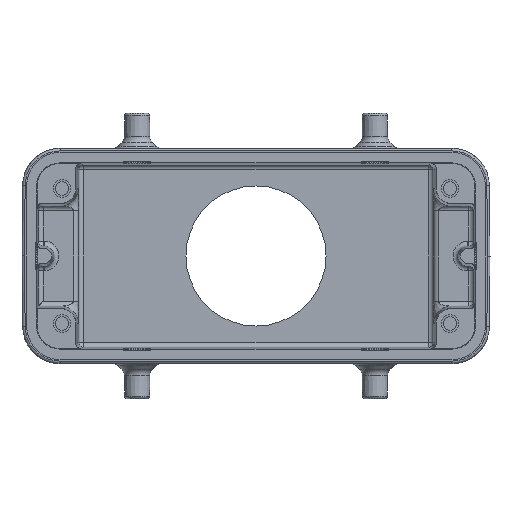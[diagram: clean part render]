
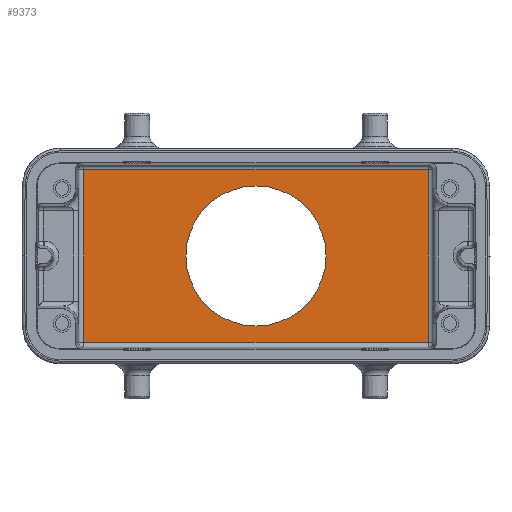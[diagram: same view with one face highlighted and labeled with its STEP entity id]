
A CAD part, front view. The second image highlights one B-rep face of the part: STEP entity #9373.
In plain terms, the highlighted planar face has unit normal (0, -1, 0).
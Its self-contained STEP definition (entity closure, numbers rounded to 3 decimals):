
#2263=DIRECTION('',(0.,0.,-1.));
#2264=VECTOR('',#2263,34.445);
#2265=CARTESIAN_POINT('',(-34.445,43.,17.222));
#2266=LINE('',#2265,#2264);
#2271=CARTESIAN_POINT('',(0.,43.,0.));
#2272=DIRECTION('',(0.,-1.,0.));
#2273=DIRECTION('',(-1.,0.,0.));
#2274=AXIS2_PLACEMENT_3D('',#2271,#2272,#2273);
#2276=CARTESIAN_POINT('',(0.,43.,0.));
#2277=DIRECTION('',(0.,-1.,0.));
#2278=DIRECTION('',(1.,0.,0.));
#2279=AXIS2_PLACEMENT_3D('',#2276,#2277,#2278);
#2285=DIRECTION('',(-1.,0.,0.));
#2286=VECTOR('',#2285,68.89);
#2287=CARTESIAN_POINT('',(34.445,43.,17.222));
#2288=LINE('',#2287,#2286);
#2308=DIRECTION('',(0.,0.,1.));
#2309=VECTOR('',#2308,34.445);
#2310=CARTESIAN_POINT('',(34.445,43.,-17.222));
#2311=LINE('',#2310,#2309);
#2890=DIRECTION('',(1.,0.,0.));
#2891=VECTOR('',#2890,68.89);
#2892=CARTESIAN_POINT('',(-34.445,43.,-17.222));
#2893=LINE('',#2892,#2891);
#5722=CARTESIAN_POINT('',(-34.445,43.,-17.222));
#5723=VERTEX_POINT('',#5722);
#5724=CARTESIAN_POINT('',(-34.445,43.,17.222));
#5725=VERTEX_POINT('',#5724);
#5726=CARTESIAN_POINT('',(34.445,43.,17.222));
#5727=VERTEX_POINT('',#5726);
#5728=CARTESIAN_POINT('',(34.445,43.,-17.222));
#5729=VERTEX_POINT('',#5728);
#5730=CARTESIAN_POINT('',(-14.,43.,0.));
#5731=CARTESIAN_POINT('',(14.,43.,0.));
#5732=VERTEX_POINT('',#5730);
#5733=VERTEX_POINT('',#5731);
#9353=CARTESIAN_POINT('',(45.5,43.,-21.5));
#9354=DIRECTION('',(0.,1.,0.));
#9355=DIRECTION('',(1.,0.,0.));
#9356=AXIS2_PLACEMENT_3D('',#9353,#9354,#9355);
#9357=PLANE('',#9356);
#9359=ORIENTED_EDGE('',*,*,#9358,.F.);
#9361=ORIENTED_EDGE('',*,*,#9360,.F.);
#9363=ORIENTED_EDGE('',*,*,#9362,.F.);
#9364=ORIENTED_EDGE('',*,*,#9343,.F.);
#9365=EDGE_LOOP('',(#9359,#9361,#9363,#9364));
#9366=FACE_OUTER_BOUND('',#9365,.F.);
#9368=ORIENTED_EDGE('',*,*,#9367,.T.);
#9370=ORIENTED_EDGE('',*,*,#9369,.T.);
#9371=EDGE_LOOP('',(#9368,#9370));
#9372=FACE_BOUND('',#9371,.F.);
#9373=ADVANCED_FACE('',(#9366,#9372),#9357,.F.);
#2275=CIRCLE('',#2274,14.);
#2280=CIRCLE('',#2279,14.);
#9343=EDGE_CURVE('',#5725,#5723,#2266,.T.);
#9358=EDGE_CURVE('',#5727,#5725,#2288,.T.);
#9360=EDGE_CURVE('',#5729,#5727,#2311,.T.);
#9362=EDGE_CURVE('',#5723,#5729,#2893,.T.);
#9367=EDGE_CURVE('',#5732,#5733,#2275,.T.);
#9369=EDGE_CURVE('',#5733,#5732,#2280,.T.);
